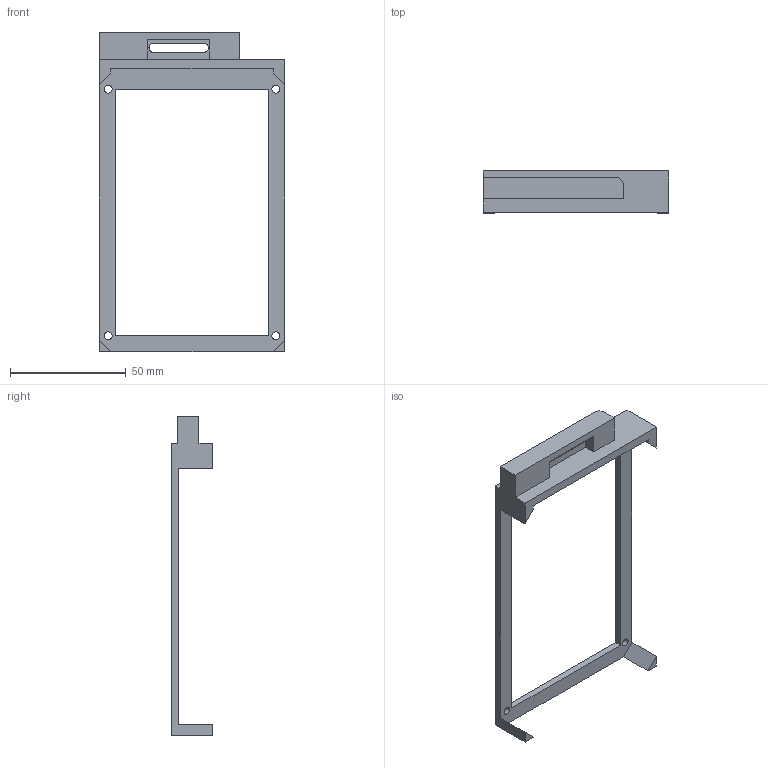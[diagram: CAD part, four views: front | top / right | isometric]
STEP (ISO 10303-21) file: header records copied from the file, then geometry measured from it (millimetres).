
FILE_DESCRIPTION(/* description */ (''),/* implementation_level */ '2;1');
FILE_NAME(/* name */ '59afe5ef-6a8d-4cc4-9ebe-23be25981571.stp',/* time_stamp */ '2022-08-20T18:24:32Z',/* author */ (''),/* organization */ (''),/* preprocessor_version */ 'ST-DEVELOPER v19',/* originating_system */ 'Autodesk Translation Framework v11.7.0.108',/* authorisation */ '');
FILE_SCHEMA (('AUTOMOTIVE_DESIGN { 1 0 10303 214 3 1 1 }'));
Length unit declared in the file: millimetre
Products named in the file (2): FLT80 Holder Final; FLT 80 Holder
Assembly tree (1 placements, depth 2):
  FLT80 Holder Final
    FLT 80 Holder
Bounding box: 80.2 x 18 x 138 mm (x, y, z)
Volume: 19945.7 mm3; surface area: 13894.1 mm2
Topology: 1 solids, 1 shells, 37 faces, 105 edges, 70 vertices
Faces by surface type: plane 30, cylinder 7
Full cylindrical faces by diameter (mm): 3.332 x4
Entity records: 1270 total; most frequent: CARTESIAN_POINT 215, ORIENTED_EDGE 210, DIRECTION 199, EDGE_CURVE 105, LINE 91, VECTOR 91, VERTEX_POINT 70, AXIS2_PLACEMENT_3D 54
